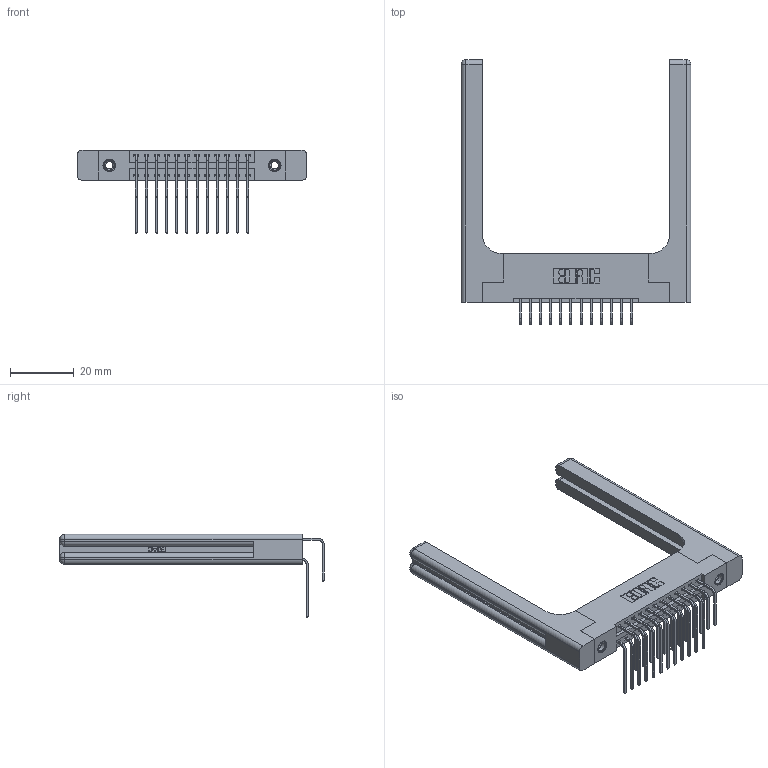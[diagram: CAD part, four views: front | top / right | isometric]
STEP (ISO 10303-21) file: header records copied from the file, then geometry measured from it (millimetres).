
FILE_DESCRIPTION (( 'STEP AP203' ), '1' );
FILE_NAME ('346-024-558-258.STEP', '2022-05-19T00:18:30', ( '' ), ( '' ), 'SwSTEP 2.0', 'SolidWorks 2020', '' );
FILE_SCHEMA (( 'CONFIG_CONTROL_DESIGN' ));
Length unit declared in the file: inch
Products named in the file (6): 346 Part_Flush Mounting Lugs - 0.156 Dia-TH; 345-250-001_345-250-001-102; 346-220-058_345-220-058; 345-292-001_558 559 Tail - 1; 346-024-558-258; 345-292-001_558 Tail - 2
Assembly tree (29 placements, depth 2):
  346-024-558-258
    346 Part_Flush Mounting Lugs - 0.156 Dia-TH
    345-292-001_558 559 Tail - 1  x12
    345-292-001_558 Tail - 2  x12
    345-250-001_345-250-001-102  x2
    346-220-058_345-220-058  x2
Bounding box: 72.16 x 83.12 x 26.16 mm (x, y, z)
Volume: 14418.2 mm3; surface area: 14717.5 mm2
Topology: 29 solids, 29 shells, 1688 faces, 4895 edges, 3210 vertices
Faces by surface type: plane 1126, cylinder 502, bspline 36, cone 12, sphere 8, torus 4
Entity records: 19252 total; most frequent: CARTESIAN_POINT 4278, ORIENTED_EDGE 2956, DIRECTION 2726, EDGE_CURVE 1478, LINE 1166, VECTOR 1166, VERTEX_POINT 974, AXIS2_PLACEMENT_3D 780
